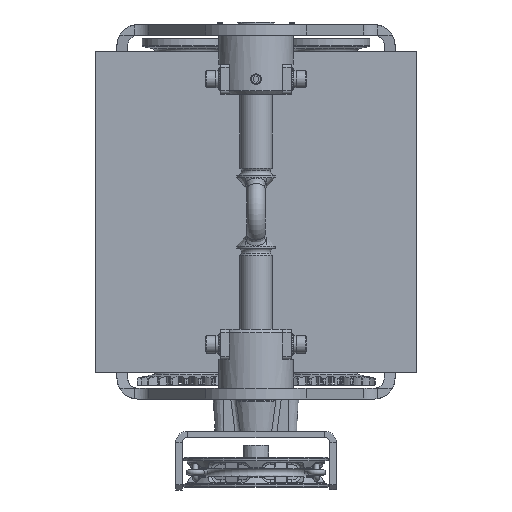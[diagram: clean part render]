
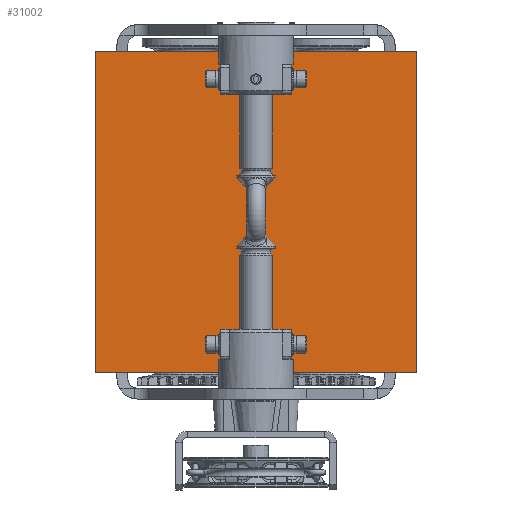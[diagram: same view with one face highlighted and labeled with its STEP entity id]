
A CAD part, front view. The second image highlights one B-rep face of the part: STEP entity #31002.
In plain terms, the highlighted planar face has unit normal (0, -1, 0).
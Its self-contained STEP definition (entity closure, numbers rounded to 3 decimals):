
#1369 = CARTESIAN_POINT ( 'NONE',  ( 150., -150., 150. ) ) ;
#2060 = CARTESIAN_POINT ( 'NONE',  ( 150., -150., -150. ) ) ;
#4330 = VERTEX_POINT ( 'NONE', #2060 ) ;
#4534 = DIRECTION ( 'NONE',  ( 0., -1., 0. ) ) ;
#5570 = LINE ( 'NONE', #51656, #44962 ) ;
#6142 = DIRECTION ( 'NONE',  ( 0., 0., 1. ) ) ;
#6931 = EDGE_CURVE ( 'NONE', #22241, #31534, #49828, .T. ) ;
#7407 = ORIENTED_EDGE ( 'NONE', *, *, #33945, .T. ) ;
#7447 = ORIENTED_EDGE ( 'NONE', *, *, #34299, .F. ) ;
#8838 = PLANE ( 'NONE',  #52788 ) ;
#9974 = LINE ( 'NONE', #39414, #52644 ) ;
#10894 = DIRECTION ( 'NONE',  ( -1., 0., 0. ) ) ;
#12202 = ORIENTED_EDGE ( 'NONE', *, *, #39171, .F. ) ;
#12321 = VECTOR ( 'NONE', #18568, 1000. ) ;
#13751 = ORIENTED_EDGE ( 'NONE', *, *, #6931, .T. ) ;
#15927 = VECTOR ( 'NONE', #23648, 1000. ) ;
#16009 = DIRECTION ( 'NONE',  ( 0., 0., 1. ) ) ;
#18568 = DIRECTION ( 'NONE',  ( -1., 0., 0. ) ) ;
#21674 = CARTESIAN_POINT ( 'NONE',  ( -150., -150., 150. ) ) ;
#22241 = VERTEX_POINT ( 'NONE', #33499 ) ;
#23648 = DIRECTION ( 'NONE',  ( 0., 0., 1. ) ) ;
#27169 = LINE ( 'NONE', #28418, #15927 ) ;
#28418 = CARTESIAN_POINT ( 'NONE',  ( 150., -150., -150. ) ) ;
#31002 = ADVANCED_FACE ( 'NONE', ( #42613 ), #8838, .T. ) ;
#31534 = VERTEX_POINT ( 'NONE', #21674 ) ;
#33499 = CARTESIAN_POINT ( 'NONE',  ( 150., -150., 150. ) ) ;
#33945 = EDGE_CURVE ( 'NONE', #4330, #22241, #27169, .T. ) ;
#34299 = EDGE_CURVE ( 'NONE', #51631, #31534, #9974, .T. ) ;
#34556 = EDGE_LOOP ( 'NONE', ( #7447, #12202, #7407, #13751 ) ) ;
#37242 = CARTESIAN_POINT ( 'NONE',  ( 150., -150., -150. ) ) ;
#39171 = EDGE_CURVE ( 'NONE', #4330, #51631, #5570, .T. ) ;
#39414 = CARTESIAN_POINT ( 'NONE',  ( -150., -150., -150. ) ) ;
#42613 = FACE_OUTER_BOUND ( 'NONE', #34556, .T. ) ;
#44962 = VECTOR ( 'NONE', #10894, 1000. ) ;
#49828 = LINE ( 'NONE', #1369, #12321 ) ;
#50896 = CARTESIAN_POINT ( 'NONE',  ( -150., -150., -150. ) ) ;
#51631 = VERTEX_POINT ( 'NONE', #50896 ) ;
#51656 = CARTESIAN_POINT ( 'NONE',  ( 150., -150., -150. ) ) ;
#52644 = VECTOR ( 'NONE', #6142, 1000. ) ;
#52788 = AXIS2_PLACEMENT_3D ( 'NONE', #37242, #4534, #16009 ) ;
